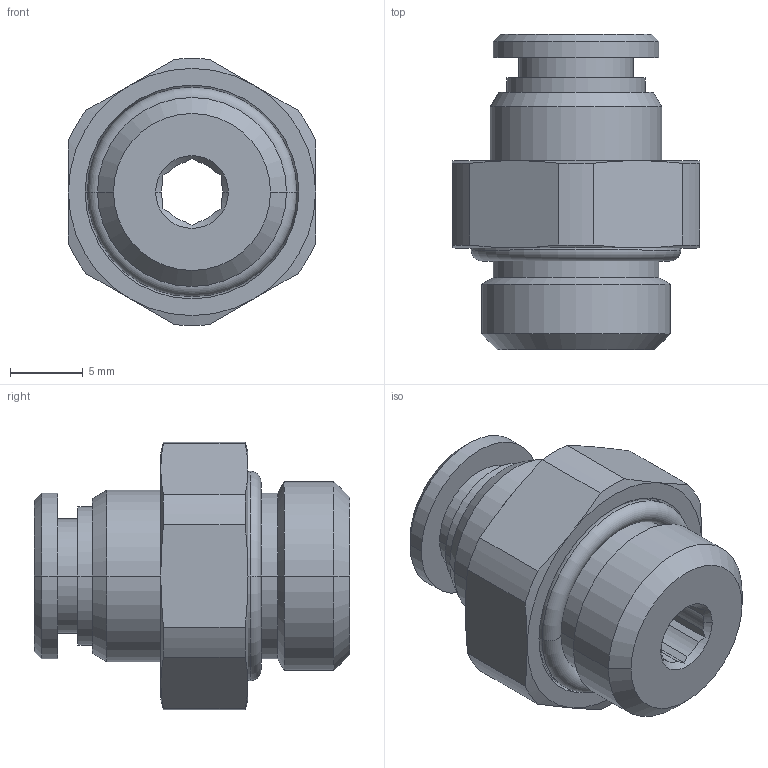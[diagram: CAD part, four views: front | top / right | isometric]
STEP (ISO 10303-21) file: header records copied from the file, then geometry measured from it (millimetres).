
FILE_DESCRIPTION((''),'2;1');
FILE_NAME('340013B_951M-6-1-4','2005-04-27T',('konstruktion'),(''),'PRO/ENGINEER BY PARAMETRIC TECHNOLOGY CORPORATION, 2004440','PRO/ENGINEER BY PARAMETRIC TECHNOLOGY CORPORATION, 2004440','');
FILE_SCHEMA(('CONFIG_CONTROL_DESIGN'));
Length unit declared in the file: millimetre
Products named in the file (1): 340013B_951M-6-1-4
Bounding box: 17 x 21.7 x 18.38 mm (x, y, z)
Volume: 2577 mm3; surface area: 2075.9 mm2
Topology: 2 solids, 2 shells, 84 faces, 198 edges, 122 vertices
Faces by surface type: cone 28, plane 26, cylinder 26, torus 4
Entity records: 2532 total; most frequent: CARTESIAN_POINT 576, DIRECTION 408, ORIENTED_EDGE 396, EDGE_CURVE 198, AXIS2_PLACEMENT_3D 174, VERTEX_POINT 122, EDGE_LOOP 92, CIRCLE 90
